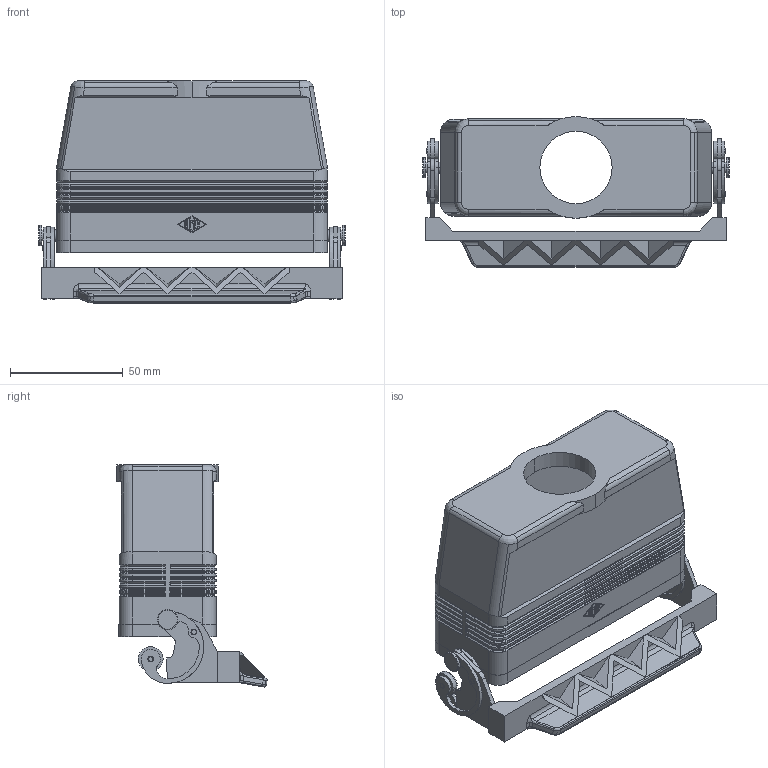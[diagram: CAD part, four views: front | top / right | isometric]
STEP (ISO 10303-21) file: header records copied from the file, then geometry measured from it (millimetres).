
FILE_DESCRIPTION((''),'2;1');
FILE_NAME('MMFV 16 LG32.stp','2006-12-21T11:35:19',('gembarski'),(''),'Autodesk Inventor 7','Autodesk Inventor 7','');
FILE_SCHEMA(('AUTOMOTIVE_DESIGN { 1 0 10303 214 1 1 1 1 }'));
Length unit declared in the file: millimetre
Products named in the file (1): MMFV 16 LG32
Bounding box: 136 x 66.59 x 98.37 mm (x, y, z)
Volume: 114684.8 mm3; surface area: 67859.6 mm2
Topology: 1 solids, 3 shells, 946 faces, 2354 edges, 1426 vertices
Faces by surface type: cylinder 318, bspline 309, plane 233, torus 60, cone 26
Entity records: 33625 total; most frequent: CARTESIAN_POINT 11436, DIRECTION 4710, ORIENTED_EDGE 4680, EDGE_CURVE 2340, AXIS2_PLACEMENT_3D 1756, VERTEX_POINT 1426, VECTOR 1198, LINE 1198
